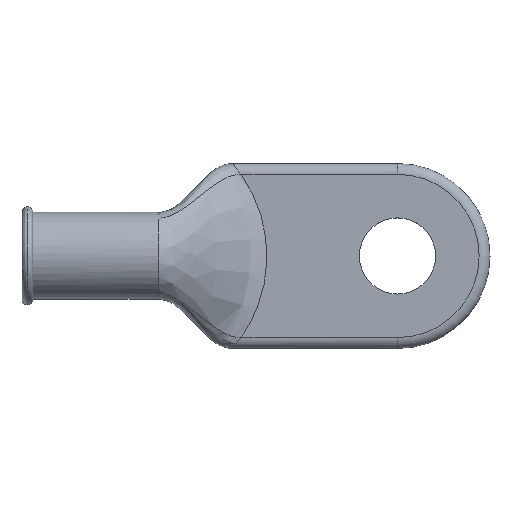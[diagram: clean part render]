
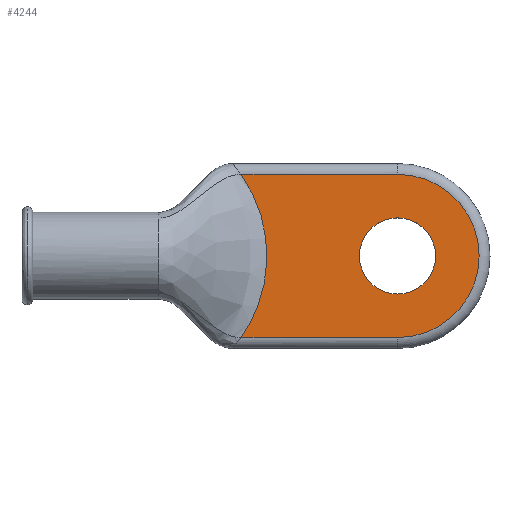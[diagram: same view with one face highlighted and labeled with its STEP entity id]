
A CAD part, top view. The second image highlights one B-rep face of the part: STEP entity #4244.
In plain terms, the highlighted planar face has unit normal (0, 0, 1).
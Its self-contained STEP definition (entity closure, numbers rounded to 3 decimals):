
#3828=AXIS2_PLACEMENT_3D('Circle Axis2P3D',#3826,#3827,$) ;
#3903=AXIS2_PLACEMENT_3D('Circle Axis2P3D',#3901,#3902,$) ;
#3915=AXIS2_PLACEMENT_3D('Circle Axis2P3D',#3913,#3914,$) ;
#4232=AXIS2_PLACEMENT_3D('Plane Axis2P3D',#4229,#4230,#4231) ;
#3749=CARTESIAN_POINT('Vertex',(7.618,-7.5,2.)) ;
#3798=CARTESIAN_POINT('Vertex',(22.,-7.5,2.)) ;
#3801=CARTESIAN_POINT('Line Origine',(18.668,-7.5,2.)) ;
#3823=CARTESIAN_POINT('Vertex',(22.,7.5,2.)) ;
#3826=CARTESIAN_POINT('Axis2P3D Location',(22.,0.,2.)) ;
#3866=CARTESIAN_POINT('Vertex',(7.618,7.5,2.)) ;
#3869=CARTESIAN_POINT('Line Origine',(18.668,7.5,2.)) ;
#3891=CARTESIAN_POINT('Vertex',(18.5,0.,2.)) ;
#3898=CARTESIAN_POINT('Vertex',(25.5,0.,2.)) ;
#3901=CARTESIAN_POINT('Axis2P3D Location',(22.,0.,2.)) ;
#3913=CARTESIAN_POINT('Axis2P3D Location',(22.,0.,2.)) ;
#4198=CARTESIAN_POINT('Control Point',(7.618,7.5,2.)) ;
#4199=CARTESIAN_POINT('Control Point',(9.463,4.888,2.)) ;
#4200=CARTESIAN_POINT('Control Point',(10.506,1.709,2.)) ;
#4201=CARTESIAN_POINT('Control Point',(10.506,-1.709,2.)) ;
#4202=CARTESIAN_POINT('Control Point',(9.463,-4.888,2.)) ;
#4203=CARTESIAN_POINT('Control Point',(7.618,-7.5,2.)) ;
#4229=CARTESIAN_POINT('Axis2P3D Location',(16.29,0.,2.)) ;
#3802=DIRECTION('Vector Direction',(-1.,0.,0.)) ;
#3827=DIRECTION('Axis2P3D Direction',(0.,0.,1.)) ;
#3870=DIRECTION('Vector Direction',(1.,0.,0.)) ;
#3902=DIRECTION('Axis2P3D Direction',(0.,-0.,-1.)) ;
#3914=DIRECTION('Axis2P3D Direction',(0.,-0.,-1.)) ;
#4230=DIRECTION('Axis2P3D Direction',(0.,0.,1.)) ;
#4231=DIRECTION('Axis2P3D XDirection',(1.,0.,0.)) ;
#3803=VECTOR('Line Direction',#3802,1.) ;
#3871=VECTOR('Line Direction',#3870,1.) ;
#4235=ORIENTED_EDGE('',*,*,#3873,.T.) ;
#4236=ORIENTED_EDGE('',*,*,#4204,.T.) ;
#4237=ORIENTED_EDGE('',*,*,#3805,.T.) ;
#4238=ORIENTED_EDGE('',*,*,#3830,.T.) ;
#4241=ORIENTED_EDGE('',*,*,#3905,.F.) ;
#4242=ORIENTED_EDGE('',*,*,#3917,.F.) ;
#4243=FACE_BOUND('',#4240,.T.) ;
#4244=ADVANCED_FACE('PartBody',(#4239,#4243),#4233,.T.) ;
#4197=B_SPLINE_CURVE_WITH_KNOTS('',5,(#4198,#4199,#4200,#4201,#4202,#4203),.UNSPECIFIED.,.F.,.U.,(6,6),(0.,18.05),.UNSPECIFIED.) ;
#3829=CIRCLE('generated circle',#3828,7.5) ;
#3904=CIRCLE('generated circle',#3903,3.5) ;
#3916=CIRCLE('generated circle',#3915,3.5) ;
#3805=EDGE_CURVE('',#3750,#3799,#3804,.F.) ;
#3830=EDGE_CURVE('',#3799,#3824,#3829,.T.) ;
#3873=EDGE_CURVE('',#3824,#3867,#3872,.F.) ;
#3905=EDGE_CURVE('',#3899,#3892,#3904,.F.) ;
#3917=EDGE_CURVE('',#3892,#3899,#3916,.F.) ;
#4204=EDGE_CURVE('',#3867,#3750,#4197,.T.) ;
#4234=EDGE_LOOP('',(#4235,#4236,#4237,#4238)) ;
#4240=EDGE_LOOP('',(#4241,#4242)) ;
#4239=FACE_OUTER_BOUND('',#4234,.T.) ;
#3804=LINE('Line',#3801,#3803) ;
#3872=LINE('Line',#3869,#3871) ;
#4233=PLANE('',#4232) ;
#3750=VERTEX_POINT('',#3749) ;
#3799=VERTEX_POINT('',#3798) ;
#3824=VERTEX_POINT('',#3823) ;
#3867=VERTEX_POINT('',#3866) ;
#3892=VERTEX_POINT('',#3891) ;
#3899=VERTEX_POINT('',#3898) ;
